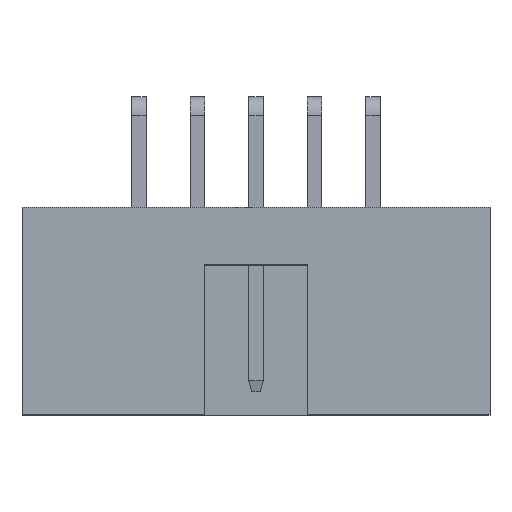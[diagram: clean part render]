
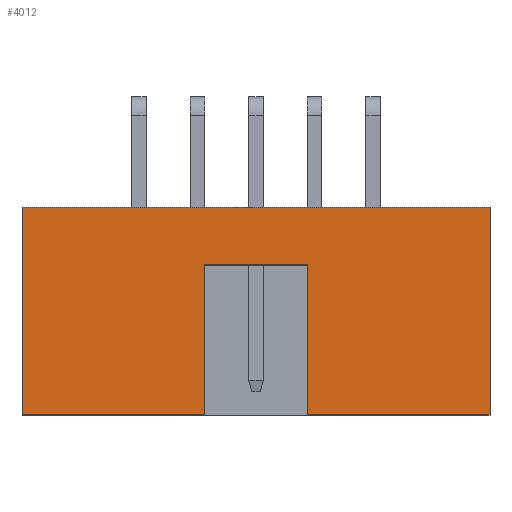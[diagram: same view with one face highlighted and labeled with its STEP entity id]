
A CAD part, top view. The second image highlights one B-rep face of the part: STEP entity #4012.
In plain terms, the highlighted planar face has unit normal (0, 0, 1).
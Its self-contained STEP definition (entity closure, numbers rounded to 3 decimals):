
#322=FACE_OUTER_BOUND('',#576,.T.);
#576=EDGE_LOOP('',(#3399,#3400,#3401,#3402,#3403,#3404,#3405,#3406));
#1004=LINE('',#6357,#1508);
#1020=LINE('',#6389,#1524);
#1039=LINE('',#6427,#1543);
#1050=LINE('',#6448,#1554);
#1051=LINE('',#6451,#1555);
#1052=LINE('',#6453,#1556);
#1053=LINE('',#6454,#1557);
#1054=LINE('',#6455,#1558);
#1508=VECTOR('',#5282,1000.);
#1524=VECTOR('',#5298,1000.);
#1543=VECTOR('',#5325,1000.);
#1554=VECTOR('',#5340,1000.);
#1555=VECTOR('',#5343,1000.);
#1556=VECTOR('',#5344,1000.);
#1557=VECTOR('',#5345,1000.);
#1558=VECTOR('',#5346,1000.);
#1851=VERTEX_POINT('',#6353);
#1853=VERTEX_POINT('',#6356);
#1868=VERTEX_POINT('',#6386);
#1869=VERTEX_POINT('',#6388);
#1884=VERTEX_POINT('',#6425);
#1889=VERTEX_POINT('',#6439);
#1893=VERTEX_POINT('',#6450);
#1894=VERTEX_POINT('',#6452);
#2360=EDGE_CURVE('',#1853,#1851,#1004,.T.);
#2376=EDGE_CURVE('',#1869,#1868,#1020,.T.);
#2395=EDGE_CURVE('',#1884,#1868,#1039,.T.);
#2406=EDGE_CURVE('',#1889,#1853,#1050,.T.);
#2407=EDGE_CURVE('',#1893,#1851,#1051,.T.);
#2408=EDGE_CURVE('',#1894,#1893,#1052,.T.);
#2409=EDGE_CURVE('',#1894,#1869,#1053,.T.);
#2410=EDGE_CURVE('',#1889,#1884,#1054,.T.);
#3399=ORIENTED_EDGE('',*,*,#2360,.T.);
#3400=ORIENTED_EDGE('',*,*,#2407,.F.);
#3401=ORIENTED_EDGE('',*,*,#2408,.F.);
#3402=ORIENTED_EDGE('',*,*,#2409,.T.);
#3403=ORIENTED_EDGE('',*,*,#2376,.T.);
#3404=ORIENTED_EDGE('',*,*,#2395,.F.);
#3405=ORIENTED_EDGE('',*,*,#2410,.F.);
#3406=ORIENTED_EDGE('',*,*,#2406,.T.);
#3758=PLANE('',#4330);
#4012=ADVANCED_FACE('',(#322),#3758,.F.);
#4330=AXIS2_PLACEMENT_3D('',#6449,#5341,#5342);
#5282=DIRECTION('',(1.,0.,0.));
#5298=DIRECTION('',(1.,0.,0.));
#5325=DIRECTION('',(0.,-1.,0.));
#5340=DIRECTION('',(0.,-1.,0.));
#5341=DIRECTION('center_axis',(0.,0.,
-1.));
#5342=DIRECTION('ref_axis',(1.,0.,0.));
#5343=DIRECTION('',(0.,-1.,0.));
#5344=DIRECTION('',(-1.,0.,0.));
#5345=DIRECTION('',(0.,-1.,0.));
#5346=DIRECTION('',(1.,0.,0.));
#6353=CARTESIAN_POINT('',(-2.25,-12.16,9.39));
#6356=CARTESIAN_POINT('',(-10.15,-12.16,9.39));
#6357=CARTESIAN_POINT('',(0.,-12.16,9.39));
#6386=CARTESIAN_POINT('',(10.15,-12.16,9.39));
#6388=CARTESIAN_POINT('',(2.25,-12.16,9.39));
#6389=CARTESIAN_POINT('',(0.,-12.16,9.39));
#6425=CARTESIAN_POINT('',(10.15,-3.16,9.39));
#6427=CARTESIAN_POINT('',(10.15,-3.16,9.39));
#6439=CARTESIAN_POINT('',(-10.15,-3.16,9.39));
#6448=CARTESIAN_POINT('',(-10.15,-3.16,9.39));
#6449=CARTESIAN_POINT('Origin',(0.,-3.16,
9.39));
#6450=CARTESIAN_POINT('',(-2.25,-5.66,9.39));
#6451=CARTESIAN_POINT('',(-2.25,-5.66,9.39));
#6452=CARTESIAN_POINT('',(2.25,-5.66,9.39));
#6453=CARTESIAN_POINT('',(2.25,-5.66,9.39));
#6454=CARTESIAN_POINT('',(2.25,-5.66,9.39));
#6455=CARTESIAN_POINT('',(0.,-3.16,9.39));
